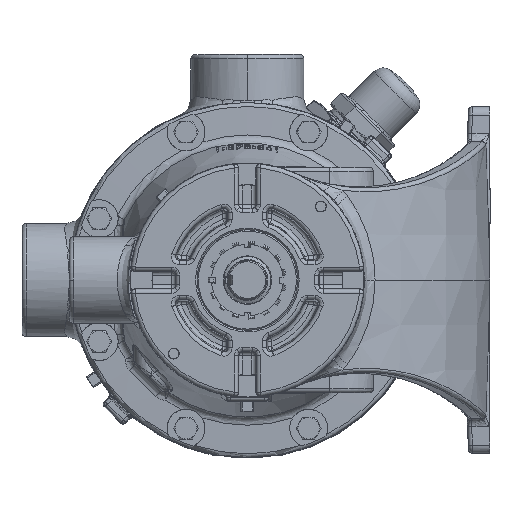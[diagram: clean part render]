
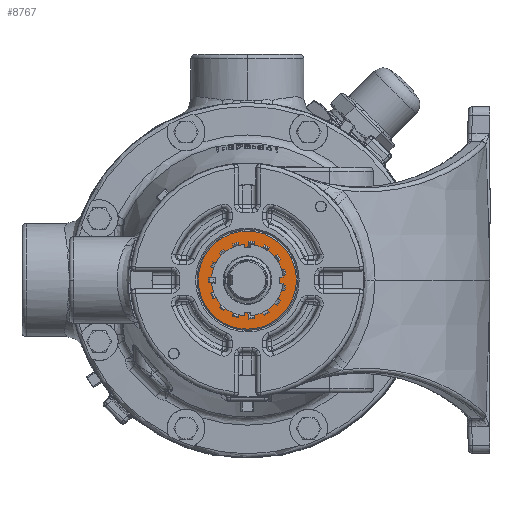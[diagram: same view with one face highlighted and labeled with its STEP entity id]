
A CAD part, left-side view. The second image highlights one B-rep face of the part: STEP entity #8767.
In plain terms, the highlighted planar face has unit normal (-1, 0, 0).
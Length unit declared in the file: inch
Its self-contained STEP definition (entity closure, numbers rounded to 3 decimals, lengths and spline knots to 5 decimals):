
#1151 = FACE_BOUND ( 'NONE', #211619, .T. ) ;
#2279 = EDGE_LOOP ( 'NONE', ( #185462, #163295 ) ) ;
#8767 = ADVANCED_FACE ( 'NONE', ( #1151, #58901 ), #59276, .F. ) ;
#21999 = AXIS2_PLACEMENT_3D ( 'NONE', #258341, #127900, #280238 ) ;
#34189 = ORIENTED_EDGE ( 'NONE', *, *, #163327, .F. ) ;
#38383 = DIRECTION ( 'NONE',  ( 1., 0., 0. ) ) ;
#41606 = CARTESIAN_POINT ( 'NONE',  ( -11.67999, 0., -1.415 ) ) ;
#45021 = CIRCLE ( 'NONE', #147264, 0.855 ) ;
#58901 = FACE_OUTER_BOUND ( 'NONE', #2279, .T. ) ;
#59276 = PLANE ( 'NONE',  #272871 ) ;
#63480 = CARTESIAN_POINT ( 'NONE',  ( -11.67999, 0., 0. ) ) ;
#71225 = AXIS2_PLACEMENT_3D ( 'NONE', #213161, #82767, #235115 ) ;
#82767 = DIRECTION ( 'NONE',  ( -1., 0., 0. ) ) ;
#85353 = DIRECTION ( 'NONE',  ( 0., 0., 1. ) ) ;
#88449 = DIRECTION ( 'NONE',  ( -1., 0., 0. ) ) ;
#92686 = VERTEX_POINT ( 'NONE', #182472 ) ;
#117094 = AXIS2_PLACEMENT_3D ( 'NONE', #63480, #215731, #85353 ) ;
#127900 = DIRECTION ( 'NONE',  ( -1., 0., 0. ) ) ;
#143051 = CARTESIAN_POINT ( 'NONE',  ( -11.67999, 0., -0.855 ) ) ;
#147264 = AXIS2_PLACEMENT_3D ( 'NONE', #218888, #88449, #240751 ) ;
#155020 = CIRCLE ( 'NONE', #21999, 1.415 ) ;
#155478 = VERTEX_POINT ( 'NONE', #209148 ) ;
#163295 = ORIENTED_EDGE ( 'NONE', *, *, #251994, .T. ) ;
#163327 = EDGE_CURVE ( 'NONE', #253153, #155478, #45021, .T. ) ;
#168772 = CARTESIAN_POINT ( 'NONE',  ( -11.67999, 0.855, 0. ) ) ;
#182472 = CARTESIAN_POINT ( 'NONE',  ( -11.67999, 0., 1.415 ) ) ;
#185462 = ORIENTED_EDGE ( 'NONE', *, *, #266300, .T. ) ;
#187213 = VERTEX_POINT ( 'NONE', #41606 ) ;
#190657 = DIRECTION ( 'NONE',  ( 0., 0., -1. ) ) ;
#209148 = CARTESIAN_POINT ( 'NONE',  ( -11.67999, 0., 0.855 ) ) ;
#209716 = CIRCLE ( 'NONE', #71225, 1.415 ) ;
#211619 = EDGE_LOOP ( 'NONE', ( #265294, #34189 ) ) ;
#213161 = CARTESIAN_POINT ( 'NONE',  ( -11.67999, 0., 0. ) ) ;
#215731 = DIRECTION ( 'NONE',  ( -1., 0., 0. ) ) ;
#218888 = CARTESIAN_POINT ( 'NONE',  ( -11.67999, 0., 0. ) ) ;
#231169 = CIRCLE ( 'NONE', #117094, 0.855 ) ;
#235115 = DIRECTION ( 'NONE',  ( 0., 0., 1. ) ) ;
#240751 = DIRECTION ( 'NONE',  ( 0., 0., 1. ) ) ;
#251994 = EDGE_CURVE ( 'NONE', #92686, #187213, #209716, .T. ) ;
#253153 = VERTEX_POINT ( 'NONE', #143051 ) ;
#258341 = CARTESIAN_POINT ( 'NONE',  ( -11.67999, 0., 0. ) ) ;
#258713 = EDGE_CURVE ( 'NONE', #155478, #253153, #231169, .T. ) ;
#265294 = ORIENTED_EDGE ( 'NONE', *, *, #258713, .F. ) ;
#266300 = EDGE_CURVE ( 'NONE', #187213, #92686, #155020, .T. ) ;
#272871 = AXIS2_PLACEMENT_3D ( 'NONE', #168772, #38383, #190657 ) ;
#280238 = DIRECTION ( 'NONE',  ( 0., 0., 1. ) ) ;
